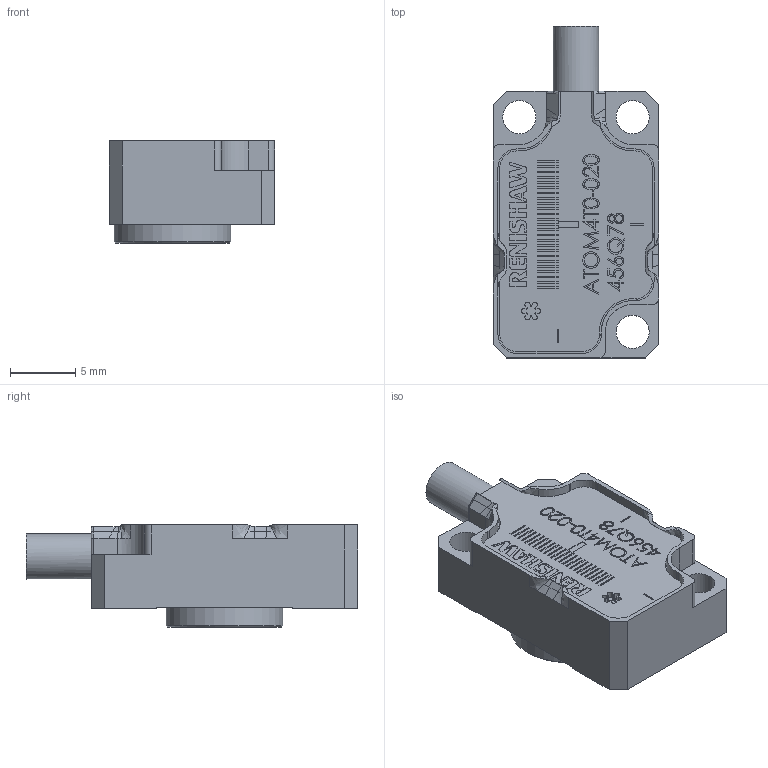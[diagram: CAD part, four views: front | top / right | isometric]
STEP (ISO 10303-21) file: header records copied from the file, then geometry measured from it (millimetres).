
FILE_DESCRIPTION(/* description */ (''),/* implementation_level */ '2;1');
FILE_NAME(/* name */ 'ATOM 40um cabled.stp',/* time_stamp */ '2014-02-17T15:38:35+00:00',/* author */ (''),/* organization */ (''),/* preprocessor_version */ 'ST-DEVELOPER v11',/* originating_system */ 'SIEMENS PLM Software NX 7.5',/* authorisation */ '');
FILE_SCHEMA (('AUTOMOTIVE_DESIGN { 1 0 10303 214 1 1 1 1 }'));
Length unit declared in the file: millimetre
Products named in the file (1): M-9693-2491-02_A
Bounding box: 12.7 x 25.5 x 7.88 mm (x, y, z)
Volume: 1498.2 mm3; surface area: 1579.2 mm2
Topology: 2 solids, 2 shells, 597 faces, 1577 edges, 1050 vertices
Faces by surface type: plane 434, cylinder 90, extrusion 44, bspline 28, cone 1
Full cylindrical faces by diameter (mm): 2.55 x3, 3.5 x1, 7.5 x1, 8.949 x1
Entity records: 20762 total; most frequent: CARTESIAN_POINT 7238, ORIENTED_EDGE 3126, DIRECTION 2182, EDGE_CURVE 1563, VERTEX_POINT 1048, VECTOR 740, AXIS2_PLACEMENT_3D 721, LINE 696
